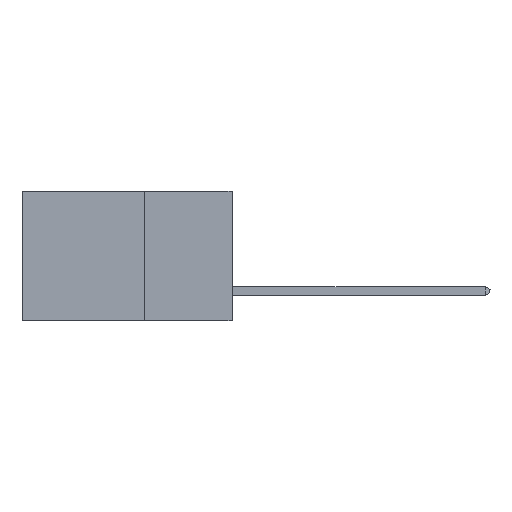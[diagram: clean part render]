
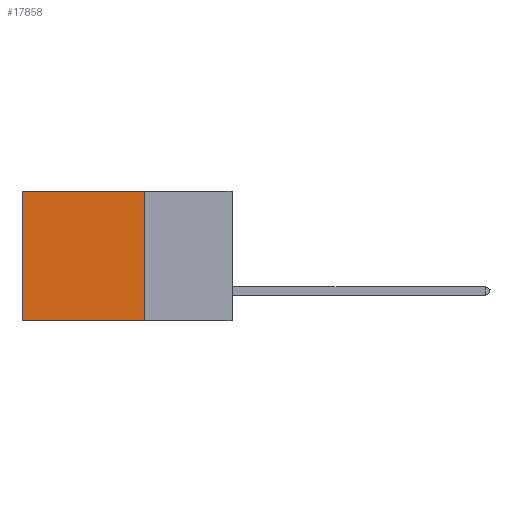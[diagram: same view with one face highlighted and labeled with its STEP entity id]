
A CAD part, left-side view. The second image highlights one B-rep face of the part: STEP entity #17858.
In plain terms, the highlighted planar face has unit normal (-1, 0, 0).
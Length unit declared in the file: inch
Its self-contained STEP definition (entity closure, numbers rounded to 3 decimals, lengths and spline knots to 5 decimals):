
#1331 = EDGE_LOOP ( 'NONE', ( #33305, #20327, #15229, #14616 ) ) ;
#1517 = CARTESIAN_POINT ( 'NONE',  ( 0.2875, 0.6, 0. ) ) ;
#2297 = DIRECTION ( 'NONE',  ( 0., 0., -1. ) ) ;
#4522 = CARTESIAN_POINT ( 'NONE',  ( 0.2875, 0.25, -0.37 ) ) ;
#6433 = DIRECTION ( 'NONE',  ( 1., 0., 0. ) ) ;
#9946 = VECTOR ( 'NONE', #39987, 39.37008 ) ;
#11006 = VECTOR ( 'NONE', #49661, 39.37008 ) ;
#11614 = LINE ( 'NONE', #32722, #44959 ) ;
#12561 = CARTESIAN_POINT ( 'NONE',  ( 0.2875, 0.25, 0. ) ) ;
#14616 = ORIENTED_EDGE ( 'NONE', *, *, #43358, .T. ) ;
#15171 = FACE_OUTER_BOUND ( 'NONE', #1331, .T. ) ;
#15229 = ORIENTED_EDGE ( 'NONE', *, *, #44888, .F. ) ;
#15350 = EDGE_CURVE ( 'NONE', #45924, #34655, #11614, .T. ) ;
#17858 = ADVANCED_FACE ( 'NONE', ( #15171 ), #49948, .F. ) ;
#20327 = ORIENTED_EDGE ( 'NONE', *, *, #15350, .F. ) ;
#24685 = EDGE_CURVE ( 'NONE', #46810, #34655, #40103, .T. ) ;
#27861 = LINE ( 'NONE', #12561, #9946 ) ;
#32722 = CARTESIAN_POINT ( 'NONE',  ( 0.2875, 0.25, -0.37 ) ) ;
#33305 = ORIENTED_EDGE ( 'NONE', *, *, #24685, .T. ) ;
#34222 = CARTESIAN_POINT ( 'NONE',  ( 0.2875, 0.25, 0. ) ) ;
#34655 = VERTEX_POINT ( 'NONE', #39041 ) ;
#35678 = AXIS2_PLACEMENT_3D ( 'NONE', #34222, #6433, #2297 ) ;
#36705 = DIRECTION ( 'NONE',  ( 0., 1., 0. ) ) ;
#38075 = CARTESIAN_POINT ( 'NONE',  ( 0.2875, 0.25, 0. ) ) ;
#39041 = CARTESIAN_POINT ( 'NONE',  ( 0.2875, 0.6, -0.37 ) ) ;
#39987 = DIRECTION ( 'NONE',  ( 0., 1., 0. ) ) ;
#40103 = LINE ( 'NONE', #43595, #48160 ) ;
#42504 = LINE ( 'NONE', #38075, #11006 ) ;
#43358 = EDGE_CURVE ( 'NONE', #44330, #46810, #27861, .T. ) ;
#43595 = CARTESIAN_POINT ( 'NONE',  ( 0.2875, 0.6, 0. ) ) ;
#44330 = VERTEX_POINT ( 'NONE', #46307 ) ;
#44888 = EDGE_CURVE ( 'NONE', #44330, #45924, #42504, .T. ) ;
#44959 = VECTOR ( 'NONE', #36705, 39.37008 ) ;
#45924 = VERTEX_POINT ( 'NONE', #4522 ) ;
#46307 = CARTESIAN_POINT ( 'NONE',  ( 0.2875, 0.25, 0. ) ) ;
#46810 = VERTEX_POINT ( 'NONE', #1517 ) ;
#48160 = VECTOR ( 'NONE', #51169, 39.37008 ) ;
#49661 = DIRECTION ( 'NONE',  ( 0., 0., -1. ) ) ;
#49948 = PLANE ( 'NONE',  #35678 ) ;
#51169 = DIRECTION ( 'NONE',  ( 0., 0., -1. ) ) ;
